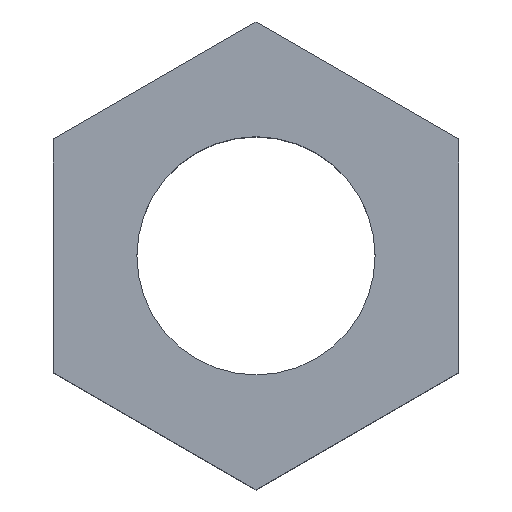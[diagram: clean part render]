
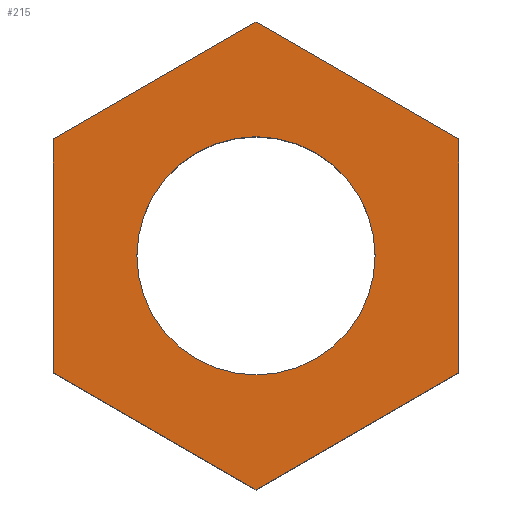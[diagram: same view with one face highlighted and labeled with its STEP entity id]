
A CAD part, top view. The second image highlights one B-rep face of the part: STEP entity #215.
In plain terms, the highlighted planar face has unit normal (0, 0, 1).
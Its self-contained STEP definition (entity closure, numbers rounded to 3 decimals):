
#1=CARTESIAN_POINT('POINT1',(80.,9.815,
   35.));
#2=VERTEX_POINT('VERTEX1',#1);
#3=CARTESIAN_POINT('POINT2',(88.5,4.907,
   35.));
#4=VERTEX_POINT('VERTEX2',#3);
#5=CARTESIAN_POINT('POS1',(80.,9.815,
   35.));
#6=DIRECTION('DIR1',(0.866,-0.5,
   0.));
#7=VECTOR('VEC1',#6,1.);
#8=LINE('STRAIGHT1',#5,#7);
#9=EDGE_CURVE('EDGE1',#2,#4,#8,.T.);
#41=CARTESIAN_POINT('POINT5',(71.5,4.907,
   35.));
#42=VERTEX_POINT('VERTEX5',#41);
#43=CARTESIAN_POINT('POS6',(71.5,4.907,
   35.));
#44=DIRECTION('DIR7',(0.866,0.5,
   0.));
#45=VECTOR('VEC5',#44,1.);
#46=LINE('STRAIGHT5',#43,#45);
#47=EDGE_CURVE('EDGE5',#42,#2,#46,.T.);
#72=CARTESIAN_POINT('POINT7',(71.5,-4.907
   ,35.));
#73=VERTEX_POINT('VERTEX7',#72);
#74=CARTESIAN_POINT('POS10',(71.5,-4.907,
   35.));
#75=DIRECTION('DIR12',(0.,1.,0.));
#76=VECTOR('VEC8',#75,1.);
#77=LINE('STRAIGHT8',#74,#76);
#78=EDGE_CURVE('EDGE8',#73,#42,#77,.T.);
#103=CARTESIAN_POINT('POINT9',(80.,
   -9.815,35.));
#104=VERTEX_POINT('VERTEX9',#103);
#105=CARTESIAN_POINT('POS14',(80.,-9.815
   ,35.));
#106=DIRECTION('DIR17',(-0.866,0.5,
   0.));
#107=VECTOR('VEC11',#106,1.);
#108=LINE('STRAIGHT11',#105,#107);
#109=EDGE_CURVE('EDGE11',#104,#73,#108,.T.);
#134=CARTESIAN_POINT('POINT11',(88.5,
   -4.907,35.));
#135=VERTEX_POINT('VERTEX11',#134);
#136=CARTESIAN_POINT('POS18',(88.5,-4.907
   ,35.));
#137=DIRECTION('DIR22',(-0.866,-0.5,
   0.));
#138=VECTOR('VEC14',#137,1.);
#139=LINE('STRAIGHT14',#136,#138);
#140=EDGE_CURVE('EDGE14',#135,#104,#139,.T.);
#165=CARTESIAN_POINT('POS22',(88.5,4.907,
   35.));
#166=DIRECTION('DIR27',(0.,-1.,0.));
#167=VECTOR('VEC17',#166,1.);
#168=LINE('STRAIGHT17',#165,#167);
#169=EDGE_CURVE('EDGE17',#4,#135,#168,.T.);
#187=CARTESIAN_POINT('POINT13',(85.,
   0.,35.));
#188=VERTEX_POINT('VERTEX13',#187);
#189=CARTESIAN_POINT('POINT14',(75.,
   0.,35.));
#190=VERTEX_POINT('VERTEX14',#189);
#191=CARTESIAN_POINT('POS25',(80.,0.,35.));
#192=DIRECTION('DIR31',(0.,0.,-1.));
#193=DIRECTION('DIR32',(1.,0.,0.));
#194=AXIS2_PLACEMENT_3D('AXIS7',#191,#192,#193);
#195=CIRCLE('ELLIPSE1',#194,5.);
#196=EDGE_CURVE('EDGE19',#188,#190,#195,.T.);
#197=ORIENTED_EDGE('COEDGE25',*,*,#196,.T.);
#198=EDGE_CURVE('EDGE20',#190,#188,#195,.T.);
#199=ORIENTED_EDGE('COEDGE26',*,*,#198,.T.);
#200=EDGE_LOOP('NONE',(#197,#199));
#201=FACE_BOUND('LOOP1',#200,.T.);
#202=ORIENTED_EDGE('COEDGE27',*,*,#140,.F.);
#203=ORIENTED_EDGE('COEDGE28',*,*,#169,.F.);
#204=ORIENTED_EDGE('COEDGE29',*,*,#9,.F.);
#205=ORIENTED_EDGE('COEDGE30',*,*,#47,.F.);
#206=ORIENTED_EDGE('COEDGE31',*,*,#78,.F.);
#207=ORIENTED_EDGE('COEDGE32',*,*,#109,.F.);
#208=EDGE_LOOP('NONE',(#202,#203,#204,#205,#206,#207));
#209=FACE_BOUND('LOOP1',#208,.T.);
#210=CARTESIAN_POINT('POS26',(80.,0.
   ,35.));
#211=DIRECTION('DIR33',(0.,0.,1.));
#212=DIRECTION('DIR34',(1.,0.,0.));
#213=AXIS2_PLACEMENT_3D('AXIS8',#210,#211,#212);
#214=PLANE('PLANE7',#213);
#215=ADVANCED_FACE('FACE7',(#201,#209),#214,.T.);
